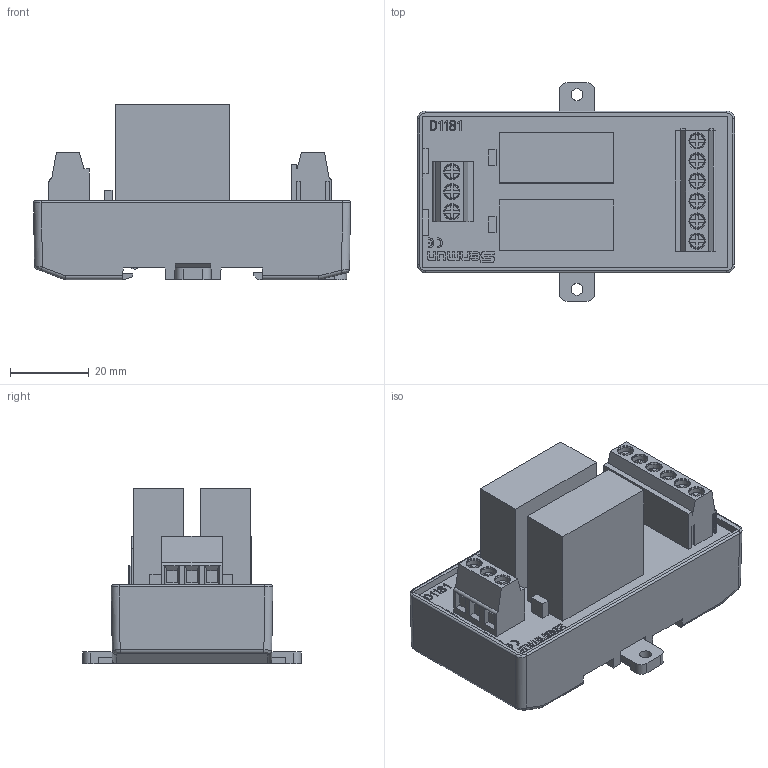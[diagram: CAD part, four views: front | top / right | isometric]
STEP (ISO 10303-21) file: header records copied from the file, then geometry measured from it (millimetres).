
FILE_DESCRIPTION(/* description */ (''),/* implementation_level */ '2;1');
FILE_NAME(/* name */ '',/* time_stamp */ '2024-12-06T09:05:44+08:00',/* author */ (''),/* organization */ (''),/* preprocessor_version */ 'ST-DEVELOPER v14',/* originating_system */ 'SIEMENS PLM Software NX 8.0',/* authorisation */ '');
FILE_SCHEMA (('AUTOMOTIVE_DESIGN { 1 0 10303 214 3 1 1 1 }'));
Length unit declared in the file: millimetre
Products named in the file (1): Admi00D8B7DB1ppl
Bounding box: 80.4 x 55.37 x 44.5 mm (x, y, z)
Volume: 80794.9 mm3; surface area: 22045.6 mm2
Topology: 3 solids, 3 shells, 986 faces, 2678 edges, 1771 vertices
Faces by surface type: plane 761, cylinder 134, torus 33, bspline 28, cone 18, extrusion 12
Full cylindrical faces by diameter (mm): 2.6 x6, 3 x2, 4.1 x18
Entity records: 37983 total; most frequent: CARTESIAN_POINT 12644, ORIENTED_EDGE 5202, DIRECTION 4608, EDGE_CURVE 2601, VECTOR 2078, LINE 2066, VERTEX_POINT 1749, AXIS2_PLACEMENT_3D 1265
